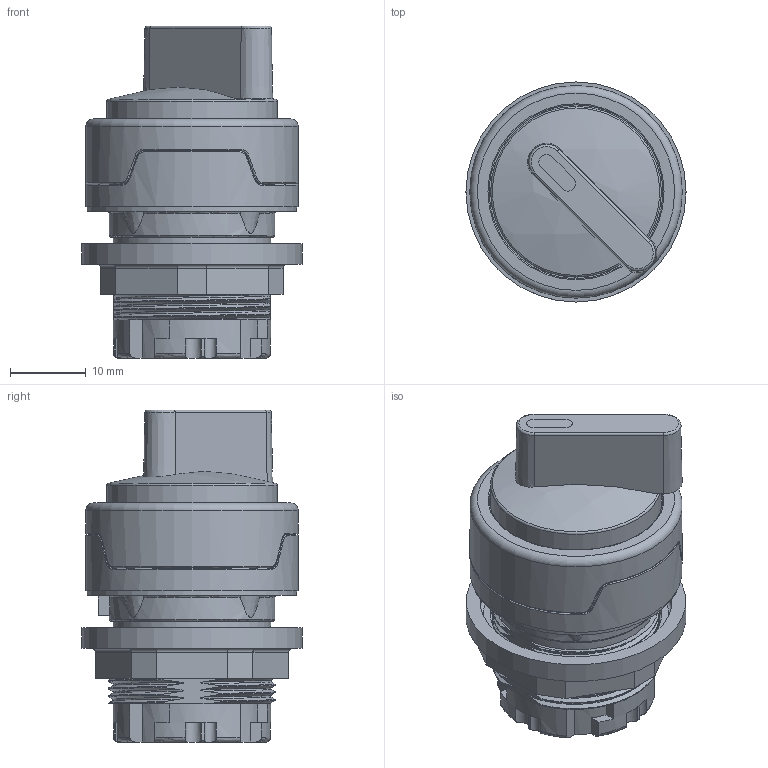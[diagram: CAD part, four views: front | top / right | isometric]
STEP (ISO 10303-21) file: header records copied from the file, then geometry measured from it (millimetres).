
FILE_DESCRIPTION(/* description */ (''),/* implementation_level */ '2;1');
FILE_NAME(/* name */ 'RMCWA_ipt.stp',/* time_stamp */ '2015-09-23T08:51:01+02:00',/* author */ ('thagel'),/* organization */ (''),/* preprocessor_version */ 'ST-DEVELOPER v15.2',/* originating_system */ 'Autodesk Inventor 2014',/* authorisation */ '');
FILE_SCHEMA (('AUTOMOTIVE_DESIGN { 1 0 10303 214 3 1 1 }'));
Length unit declared in the file: centimetre
Products named in the file (1): 3D-Zeichnungen vereinfacht für Kunden
Bounding box: 29 x 29 x 43.75 mm (x, y, z)
Volume: 16808.4 mm3; surface area: 8618.5 mm2
Topology: 1 solids, 28 shells, 495 faces, 1237 edges, 794 vertices
Faces by surface type: plane 217, cylinder 146, bspline 80, torus 41, cone 10, sphere 1
Full cylindrical faces by diameter (mm): 2.636 x5, 3.5 x1, 17.977 x1, 18.6 x1, 19.95 x1, 20.25 x1, 20.75 x1, 20.917 x1, 21.85 x1, 22.5 x1, 22.6 x1, 22.9 x1, 25.35 x1, 27.286 x1, 27.65 x1, 28 x2, 29 x1
Entity records: 22417 total; most frequent: CARTESIAN_POINT 11387, ORIENTED_EDGE 2376, DIRECTION 2084, EDGE_CURVE 1184, AXIS2_PLACEMENT_3D 790, VERTEX_POINT 775, EDGE_LOOP 541, LINE 504
